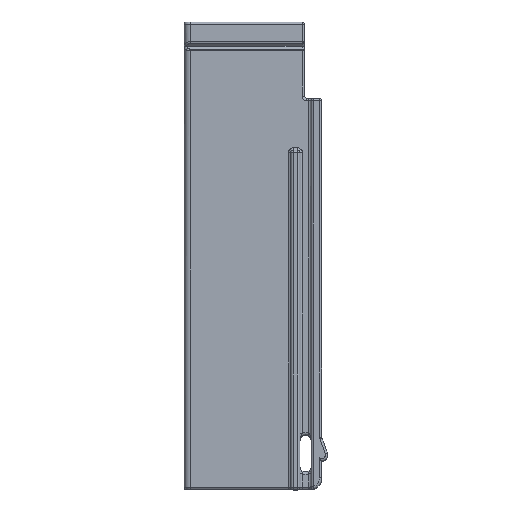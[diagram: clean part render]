
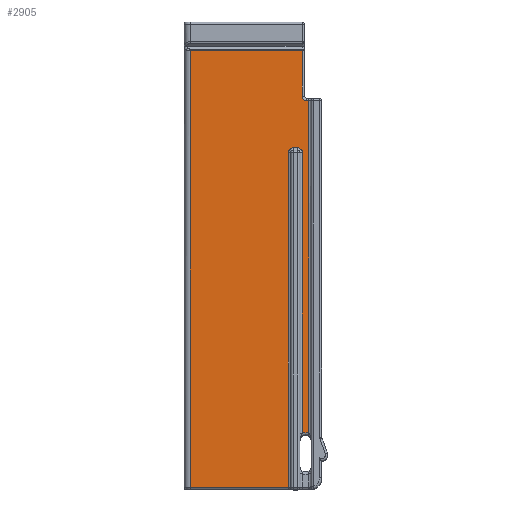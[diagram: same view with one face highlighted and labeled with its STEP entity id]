
A CAD part, top view. The second image highlights one B-rep face of the part: STEP entity #2905.
In plain terms, the highlighted planar face has unit normal (0, 0, 1).
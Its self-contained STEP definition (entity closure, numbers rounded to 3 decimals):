
#235=CARTESIAN_POINT('',(-120.55,53.25,-22.05));
#236=DIRECTION('',(0.,0.,1.));
#237=DIRECTION('',(-1.,0.,0.));
#238=AXIS2_PLACEMENT_3D('',#235,#236,#237);
#240=CARTESIAN_POINT('',(-120.8,-21.15,-22.05));
#241=DIRECTION('',(0.,0.,1.));
#242=DIRECTION('',(0.412,0.911,0.));
#243=AXIS2_PLACEMENT_3D('',#240,#241,#242);
#245=CARTESIAN_POINT('',(-122.5,41.05,-22.05));
#246=DIRECTION('',(0.,0.,1.));
#247=DIRECTION('',(1.,0.,0.));
#248=AXIS2_PLACEMENT_3D('',#245,#246,#247);
#250=CARTESIAN_POINT('',(-123.5,41.05,-22.05));
#251=DIRECTION('',(0.,0.,1.));
#252=DIRECTION('',(0.,1.,0.));
#253=AXIS2_PLACEMENT_3D('',#250,#251,#252);
#255=DIRECTION('',(0.,1.,0.));
#256=VECTOR('',#255,94.293);
#257=CARTESIAN_POINT('',(-145.75,-31.25,-22.05));
#258=LINE('',#257,#256);
#263=DIRECTION('',(-1.,0.,0.));
#264=VECTOR('',#263,24.2);
#265=CARTESIAN_POINT('',(-121.55,63.043,-22.05));
#266=LINE('',#265,#264);
#1792=DIRECTION('',(1.,0.,0.));
#1793=VECTOR('',#1792,21.25);
#1794=CARTESIAN_POINT('',(-145.75,-31.25,-22.05));
#1795=LINE('',#1794,#1793);
#1806=DIRECTION('',(0.,1.,0.));
#1807=VECTOR('',#1806,72.3);
#1808=CARTESIAN_POINT('',(-124.5,-31.25,-22.05));
#1809=LINE('',#1808,#1807);
#1841=DIRECTION('',(1.,0.,0.));
#1842=VECTOR('',#1841,1.);
#1843=CARTESIAN_POINT('',(-123.5,42.05,-22.05));
#1844=LINE('',#1843,#1842);
#1863=DIRECTION('',(0.,-1.,0.));
#1864=VECTOR('',#1863,60.651);
#1865=CARTESIAN_POINT('',(-121.5,41.05,-22.05));
#1866=LINE('',#1865,#1864);
#2160=DIRECTION('',(0.,1.,0.));
#2161=VECTOR('',#2160,71.851);
#2162=CARTESIAN_POINT('',(-120.1,-19.601,
-22.05));
#2163=LINE('',#2162,#2161);
#2202=DIRECTION('',(-1.,0.,0.));
#2203=VECTOR('',#2202,0.45);
#2204=CARTESIAN_POINT('',(-120.1,52.25,-22.05));
#2205=LINE('',#2204,#2203);
#2221=DIRECTION('',(0.,1.,0.));
#2222=VECTOR('',#2221,9.793);
#2223=CARTESIAN_POINT('',(-121.55,53.25,-22.05));
#2224=LINE('',#2223,#2222);
#2452=CARTESIAN_POINT('',(-145.75,63.043,-22.05));
#2490=VERTEX_POINT('',#2452);
#2491=CARTESIAN_POINT('',(-145.75,-31.25,-22.05));
#2492=VERTEX_POINT('',#2491);
#2577=CARTESIAN_POINT('',(-121.55,63.043,-22.05));
#2578=VERTEX_POINT('',#2577);
#2579=CARTESIAN_POINT('',(-121.55,53.25,-22.05));
#2580=VERTEX_POINT('',#2579);
#2581=CARTESIAN_POINT('',(-120.55,52.25,-22.05));
#2582=VERTEX_POINT('',#2581);
#2583=CARTESIAN_POINT('',(-120.1,52.25,-22.05));
#2584=VERTEX_POINT('',#2583);
#2585=CARTESIAN_POINT('',(-120.1,-19.601,
-22.05));
#2586=VERTEX_POINT('',#2585);
#2587=CARTESIAN_POINT('',(-121.5,-19.601,-22.05));
#2588=VERTEX_POINT('',#2587);
#2589=CARTESIAN_POINT('',(-121.5,41.05,-22.05));
#2590=VERTEX_POINT('',#2589);
#2591=CARTESIAN_POINT('',(-122.5,42.05,-22.05));
#2592=VERTEX_POINT('',#2591);
#2593=CARTESIAN_POINT('',(-123.5,42.05,-22.05));
#2594=VERTEX_POINT('',#2593);
#2595=CARTESIAN_POINT('',(-124.5,41.05,-22.05));
#2596=VERTEX_POINT('',#2595);
#2597=CARTESIAN_POINT('',(-124.5,-31.25,-22.05));
#2598=VERTEX_POINT('',#2597);
#2873=CARTESIAN_POINT('',(-132.925,15.896,-22.05));
#2874=DIRECTION('',(0.,0.,1.));
#2875=DIRECTION('',(-1.,0.,0.));
#2876=AXIS2_PLACEMENT_3D('',#2873,#2874,#2875);
#2877=PLANE('',#2876);
#2879=ORIENTED_EDGE('',*,*,#2878,.F.);
#2881=ORIENTED_EDGE('',*,*,#2880,.F.);
#2883=ORIENTED_EDGE('',*,*,#2882,.T.);
#2885=ORIENTED_EDGE('',*,*,#2884,.F.);
#2887=ORIENTED_EDGE('',*,*,#2886,.F.);
#2888=ORIENTED_EDGE('',*,*,#2853,.T.);
#2890=ORIENTED_EDGE('',*,*,#2889,.F.);
#2892=ORIENTED_EDGE('',*,*,#2891,.T.);
#2894=ORIENTED_EDGE('',*,*,#2893,.F.);
#2896=ORIENTED_EDGE('',*,*,#2895,.T.);
#2898=ORIENTED_EDGE('',*,*,#2897,.F.);
#2900=ORIENTED_EDGE('',*,*,#2899,.F.);
#2902=ORIENTED_EDGE('',*,*,#2901,.T.);
#2903=EDGE_LOOP('',(#2879,#2881,#2883,#2885,#2887,#2888,#2890,#2892,#2894,#2896,
#2898,#2900,#2902));
#2904=FACE_OUTER_BOUND('',#2903,.F.);
#239=CIRCLE('',#238,1.);
#244=CIRCLE('',#243,1.7);
#249=CIRCLE('',#248,1.);
#254=CIRCLE('',#253,1.);
#2853=EDGE_CURVE('',#2586,#2588,#244,.T.);
#2878=EDGE_CURVE('',#2578,#2490,#266,.T.);
#2880=EDGE_CURVE('',#2580,#2578,#2224,.T.);
#2882=EDGE_CURVE('',#2580,#2582,#239,.T.);
#2884=EDGE_CURVE('',#2584,#2582,#2205,.T.);
#2886=EDGE_CURVE('',#2586,#2584,#2163,.T.);
#2889=EDGE_CURVE('',#2590,#2588,#1866,.T.);
#2891=EDGE_CURVE('',#2590,#2592,#249,.T.);
#2893=EDGE_CURVE('',#2594,#2592,#1844,.T.);
#2895=EDGE_CURVE('',#2594,#2596,#254,.T.);
#2897=EDGE_CURVE('',#2598,#2596,#1809,.T.);
#2899=EDGE_CURVE('',#2492,#2598,#1795,.T.);
#2901=EDGE_CURVE('',#2492,#2490,#258,.T.);
#2905=ADVANCED_FACE('',(#2904),#2877,.T.);
